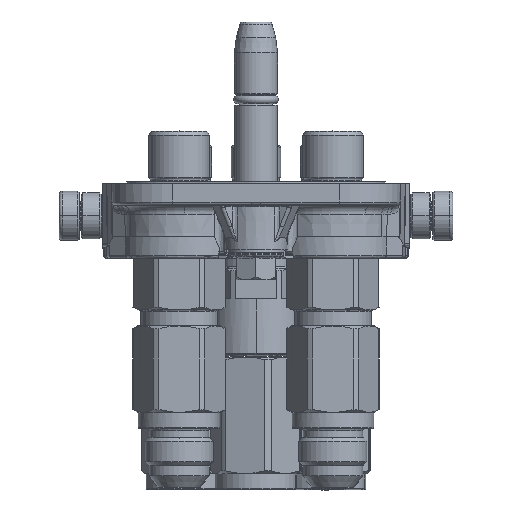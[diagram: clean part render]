
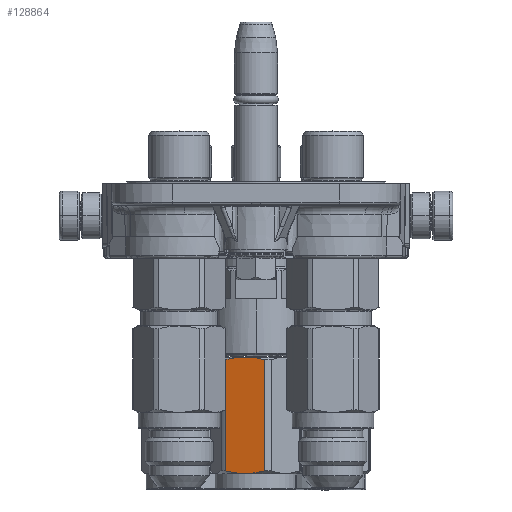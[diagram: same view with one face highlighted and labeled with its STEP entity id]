
A CAD part, left-side view. The second image highlights one B-rep face of the part: STEP entity #128864.
In plain terms, the highlighted face is planar.
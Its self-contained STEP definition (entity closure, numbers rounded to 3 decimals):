
#1624 = CARTESIAN_POINT ( 'NONE',  ( 105.728, -2.292, -14.589 ) ) ;
#1745 = DIRECTION ( 'NONE',  ( 0., 0.966, 0.259 ) ) ;
#2594 = CARTESIAN_POINT ( 'NONE',  ( 106.01, -0.989, -14.24 ) ) ;
#2617 = DIRECTION ( 'NONE',  ( 0., 0.259, -0.966 ) ) ;
#4227 = DIRECTION ( 'NONE',  ( -1., 0., 0. ) ) ;
#5310 = VERTEX_POINT ( 'NONE', #138864 ) ;
#11158 = CARTESIAN_POINT ( 'NONE',  ( 69.466, -2.822, -14.732 ) ) ;
#13561 = CARTESIAN_POINT ( 'NONE',  ( 106.379, 5.345, -12.543 ) ) ;
#14043 = CARTESIAN_POINT ( 'NONE',  ( 106.193, 0.083, -13.954 ) ) ;
#16930 = CARTESIAN_POINT ( 'NONE',  ( 69.466, 9.81, -11.348 ) ) ;
#16999 = EDGE_CURVE ( 'NONE', #42673, #99233, #108131, .T. ) ;
#23938 = CARTESIAN_POINT ( 'NONE',  ( 68.6, 3.507, -13.037 ) ) ;
#25091 = CARTESIAN_POINT ( 'NONE',  ( 106.245, 6.543, -12.223 ) ) ;
#25578 = CARTESIAN_POINT ( 'NONE',  ( 106.079, 7.719, -11.908 ) ) ;
#25967 = CARTESIAN_POINT ( 'NONE',  ( 68.895, -0.673, -14.157 ) ) ;
#26071 = CARTESIAN_POINT ( 'NONE',  ( 106.208, 0.18, -13.928 ) ) ;
#28741 = EDGE_LOOP ( 'NONE', ( #85432, #91036, #103255, #120087, #91158, #77461 ) ) ;
#36896 = LINE ( 'NONE', #114701, #93987 ) ;
#37632 = CARTESIAN_POINT ( 'NONE',  ( 106.222, 0.277, -13.902 ) ) ;
#39298 = EDGE_CURVE ( 'NONE', #116675, #99233, #126211, .T. ) ;
#42673 = VERTEX_POINT ( 'NONE', #23938 ) ;
#43477 = LINE ( 'NONE', #75560, #134666 ) ;
#48589 = CARTESIAN_POINT ( 'NONE',  ( 106.158, -0.145, -14.015 ) ) ;
#49082 = CARTESIAN_POINT ( 'NONE',  ( 105.59, 9.81, -11.348 ) ) ;
#57107 = CARTESIAN_POINT ( 'NONE',  ( 105.59, 9.81, -11.348 ) ) ;
#58616 = DIRECTION ( 'NONE',  ( 0., 0.966, 0.259 ) ) ;
#60456 = CARTESIAN_POINT ( 'NONE',  ( 68.606, 1.428, -13.594 ) ) ;
#64420 = EDGE_CURVE ( 'NONE', #5310, #110802, #43477, .T. ) ;
#66631 = EDGE_CURVE ( 'NONE', #5310, #116675, #73981, .T. ) ;
#68629 = CARTESIAN_POINT ( 'NONE',  ( 105.59, -2.822, -14.732 ) ) ;
#71082 = CARTESIAN_POINT ( 'NONE',  ( 105.85, -1.77, -14.449 ) ) ;
#71105 = CARTESIAN_POINT ( 'NONE',  ( 68.6, -4.035, -15.057 ) ) ;
#71464 = CARTESIAN_POINT ( 'NONE',  ( 69.466, -2.822, -14.732 ) ) ;
#73981 = B_SPLINE_CURVE_WITH_KNOTS ( 'NONE', 3,
 ( #68629, #1624, #71082, #2594, #94463, #82495, #48589, #14043, #26071, #105959, #37632, #93463, #139532, #83461, #82005, #13561, #83966, #117564, #140024, #140530, #25091, #128620, #95448, #25578, #128150, #49082 ),
 .UNSPECIFIED., .F., .F.,
 ( 4, 2, 2, 1, 1, 2, 2, 2, 2, 2, 1, 1, 2, 2, 4 ),
 ( 0., 0.125, 0.188, 0.219, 0.234, 0.242, 0.25, 0.5, 0.625, 0.688, 0.719, 0.734, 0.742, 0.75, 1. ),
 .UNSPECIFIED. ) ;
#75560 = CARTESIAN_POINT ( 'NONE',  ( 105.59, -2.822, -14.732 ) ) ;
#77461 = ORIENTED_EDGE ( 'NONE', *, *, #66631, .F. ) ;
#81608 = CARTESIAN_POINT ( 'NONE',  ( 68.6, 3.507, -13.037 ) ) ;
#82005 = CARTESIAN_POINT ( 'NONE',  ( 106.437, 4.553, -12.756 ) ) ;
#82495 = CARTESIAN_POINT ( 'NONE',  ( 106.126, -0.339, -14.067 ) ) ;
#82933 = EDGE_CURVE ( 'NONE', #103990, #42673, #36896, .T. ) ;
#83461 = CARTESIAN_POINT ( 'NONE',  ( 106.456, 4.027, -12.897 ) ) ;
#83966 = CARTESIAN_POINT ( 'NONE',  ( 106.355, 5.61, -12.473 ) ) ;
#85432 = ORIENTED_EDGE ( 'NONE', *, *, #64420, .T. ) ;
#91036 = ORIENTED_EDGE ( 'NONE', *, *, #143459, .T. ) ;
#91158 = ORIENTED_EDGE ( 'NONE', *, *, #39298, .F. ) ;
#93463 = CARTESIAN_POINT ( 'NONE',  ( 106.379, 1.387, -13.605 ) ) ;
#93550 = CARTESIAN_POINT ( 'NONE',  ( 68.606, 5.56, -12.486 ) ) ;
#93896 = VECTOR ( 'NONE', #4227, 1000. ) ;
#93987 = VECTOR ( 'NONE', #1745, 1000. ) ;
#94463 = CARTESIAN_POINT ( 'NONE',  ( 106.059, -0.729, -14.171 ) ) ;
#95448 = CARTESIAN_POINT ( 'NONE',  ( 106.231, 6.645, -12.196 ) ) ;
#99233 = VERTEX_POINT ( 'NONE', #16930 ) ;
#102253 = CARTESIAN_POINT ( 'NONE',  ( 68.6, 3.481, -13.043 ) ) ;
#103255 = ORIENTED_EDGE ( 'NONE', *, *, #82933, .T. ) ;
#103683 = CARTESIAN_POINT ( 'NONE',  ( 105.59, 9.81, -11.348 ) ) ;
#103990 = VERTEX_POINT ( 'NONE', #102253 ) ;
#105567 = CARTESIAN_POINT ( 'NONE',  ( 68.895, 7.661, -11.923 ) ) ;
#105802 = FACE_OUTER_BOUND ( 'NONE', #28741, .T. ) ;
#105959 = CARTESIAN_POINT ( 'NONE',  ( 106.217, 0.245, -13.911 ) ) ;
#108131 = B_SPLINE_CURVE_WITH_KNOTS ( 'NONE', 3,
 ( #81608, #93550, #105567, #141107 ),
 .UNSPECIFIED., .F., .F.,
 ( 4, 4 ),
 ( 0., 1. ),
 .UNSPECIFIED. ) ;
#110802 = VERTEX_POINT ( 'NONE', #11158 ) ;
#114701 = CARTESIAN_POINT ( 'NONE',  ( 68.6, 3.481, -13.043 ) ) ;
#115100 = PLANE ( 'NONE',  #123506 ) ;
#116675 = VERTEX_POINT ( 'NONE', #57107 ) ;
#117564 = CARTESIAN_POINT ( 'NONE',  ( 106.313, 6.009, -12.366 ) ) ;
#118109 = B_SPLINE_CURVE_WITH_KNOTS ( 'NONE', 3,
 ( #71464, #25967, #60456, #139430 ),
 .UNSPECIFIED., .F., .F.,
 ( 4, 4 ),
 ( 0., 1. ),
 .UNSPECIFIED. ) ;
#120087 = ORIENTED_EDGE ( 'NONE', *, *, #16999, .T. ) ;
#122086 = DIRECTION ( 'NONE',  ( -1., 0., 0. ) ) ;
#123506 = AXIS2_PLACEMENT_3D ( 'NONE', #71105, #2617, #58616 ) ;
#126211 = LINE ( 'NONE', #103683, #93896 ) ;
#128150 = CARTESIAN_POINT ( 'NONE',  ( 105.867, 8.75, -11.629 ) ) ;
#128620 = CARTESIAN_POINT ( 'NONE',  ( 106.236, 6.611, -12.205 ) ) ;
#128864 = ADVANCED_FACE ( 'NONE', ( #105802 ), #115100, .T. ) ;
#134666 = VECTOR ( 'NONE', #122086, 1000. ) ;
#138864 = CARTESIAN_POINT ( 'NONE',  ( 105.59, -2.822, -14.732 ) ) ;
#139430 = CARTESIAN_POINT ( 'NONE',  ( 68.6, 3.481, -13.043 ) ) ;
#139532 = CARTESIAN_POINT ( 'NONE',  ( 106.456, 2.429, -13.325 ) ) ;
#140024 = CARTESIAN_POINT ( 'NONE',  ( 106.289, 6.208, -12.313 ) ) ;
#140530 = CARTESIAN_POINT ( 'NONE',  ( 106.259, 6.443, -12.25 ) ) ;
#141107 = CARTESIAN_POINT ( 'NONE',  ( 69.466, 9.81, -11.348 ) ) ;
#143459 = EDGE_CURVE ( 'NONE', #110802, #103990, #118109, .T. ) ;
